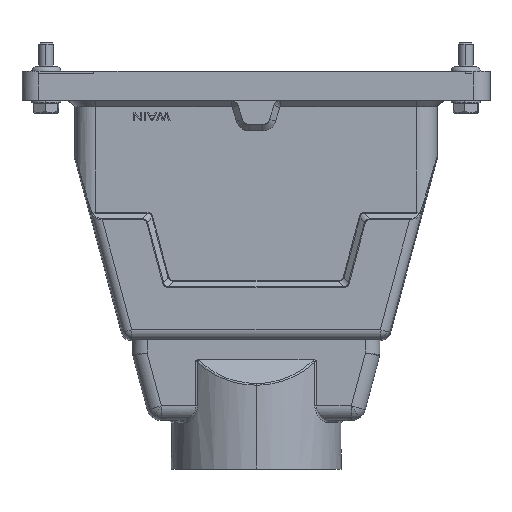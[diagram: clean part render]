
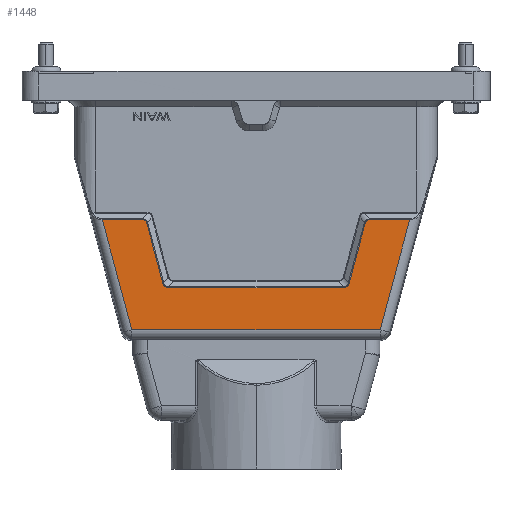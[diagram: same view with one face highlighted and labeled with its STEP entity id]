
A CAD part, front view. The second image highlights one B-rep face of the part: STEP entity #1448.
In plain terms, the highlighted planar face has unit normal (0, -1, 0).
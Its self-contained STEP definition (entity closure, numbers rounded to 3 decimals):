
#766=FACE_OUTER_BOUND('',#2804,.T.);
#1448=ADVANCED_FACE('NONE',(#766),#2007,.T.);
#2007=PLANE('',#11823);
#2804=EDGE_LOOP('',(#5202,#5203,#5204,#5205,#5206,#5207,#5208,#5209,#5210,
#5211,#5212,#5213));
#3476=B_SPLINE_CURVE_WITH_KNOTS('',3,(#19692,#19693,#19694,#19695),
 .UNSPECIFIED.,.F.,.F.,(4,4),(0.,1.),.UNSPECIFIED.);
#3477=B_SPLINE_CURVE_WITH_KNOTS('',3,(#19699,#19700,#19701,#19702),
 .UNSPECIFIED.,.F.,.F.,(4,4),(0.,1.),.UNSPECIFIED.);
#3478=B_SPLINE_CURVE_WITH_KNOTS('',3,(#19706,#19707,#19708,#19709),
 .UNSPECIFIED.,.F.,.F.,(4,4),(0.,1.),.UNSPECIFIED.);
#3479=B_SPLINE_CURVE_WITH_KNOTS('',3,(#19713,#19714,#19715,#19716),
 .UNSPECIFIED.,.F.,.F.,(4,4),(0.,1.),.UNSPECIFIED.);
#5202=ORIENTED_EDGE('',*,*,#9111,.T.);
#5203=ORIENTED_EDGE('',*,*,#9112,.T.);
#5204=ORIENTED_EDGE('',*,*,#9113,.T.);
#5205=ORIENTED_EDGE('',*,*,#9114,.T.);
#5206=ORIENTED_EDGE('',*,*,#9115,.T.);
#5207=ORIENTED_EDGE('',*,*,#9116,.T.);
#5208=ORIENTED_EDGE('',*,*,#9117,.T.);
#5209=ORIENTED_EDGE('',*,*,#9118,.T.);
#5210=ORIENTED_EDGE('',*,*,#9119,.T.);
#5211=ORIENTED_EDGE('',*,*,#9120,.T.);
#5212=ORIENTED_EDGE('',*,*,#9121,.T.);
#5213=ORIENTED_EDGE('',*,*,#8987,.F.);
#7761=VERTEX_POINT('',#19334);
#7764=VERTEX_POINT('',#19340);
#7838=VERTEX_POINT('',#19689);
#7839=VERTEX_POINT('',#19691);
#7840=VERTEX_POINT('',#19696);
#7841=VERTEX_POINT('',#19698);
#7842=VERTEX_POINT('',#19703);
#7843=VERTEX_POINT('',#19705);
#7844=VERTEX_POINT('',#19710);
#7845=VERTEX_POINT('',#19712);
#7846=VERTEX_POINT('',#19717);
#7847=VERTEX_POINT('',#19719);
#8987=EDGE_CURVE('NONE',#7764,#7761,#10292,.T.);
#9111=EDGE_CURVE('NONE',#7764,#7838,#10368,.T.);
#9112=EDGE_CURVE('NONE',#7838,#7839,#10369,.T.);
#9113=EDGE_CURVE('NONE',#7839,#7840,#3476,.T.);
#9114=EDGE_CURVE('NONE',#7840,#7841,#10370,.T.);
#9115=EDGE_CURVE('NONE',#7841,#7842,#3477,.T.);
#9116=EDGE_CURVE('NONE',#7842,#7843,#10371,.T.);
#9117=EDGE_CURVE('NONE',#7843,#7844,#3478,.T.);
#9118=EDGE_CURVE('NONE',#7844,#7845,#10372,.T.);
#9119=EDGE_CURVE('NONE',#7845,#7846,#3479,.T.);
#9120=EDGE_CURVE('NONE',#7846,#7847,#10373,.T.);
#9121=EDGE_CURVE('NONE',#7847,#7761,#10374,.T.);
#10292=LINE('',#19341,#11012);
#10368=LINE('',#19688,#11088);
#10369=LINE('',#19690,#11089);
#10370=LINE('',#19697,#11090);
#10371=LINE('',#19704,#11091);
#10372=LINE('',#19711,#11092);
#10373=LINE('',#19718,#11093);
#10374=LINE('',#19720,#11094);
#11012=VECTOR('',#13314,1.);
#11088=VECTOR('',#13546,1.);
#11089=VECTOR('',#13547,1.);
#11090=VECTOR('',#13548,1.);
#11091=VECTOR('',#13549,1.);
#11092=VECTOR('',#13550,1.);
#11093=VECTOR('',#13551,1.);
#11094=VECTOR('',#13552,1.);
#11823=AXIS2_PLACEMENT_3D('',#19721,#13553,#13554);
#13314=DIRECTION('',(-1.,0.,0.));
#13546=DIRECTION('',(0.259,0.,0.966));
#13547=DIRECTION('',(-1.,0.,0.));
#13548=DIRECTION('',(-0.259,0.,-0.966));
#13549=DIRECTION('',(-1.,0.,0.));
#13550=DIRECTION('',(-0.259,0.,0.966));
#13551=DIRECTION('',(-1.,0.,0.));
#13552=DIRECTION('',(0.259,0.,-0.966));
#13553=DIRECTION('',(0.,-1.,0.));
#13554=DIRECTION('',(0.,0.,-1.));
#19334=CARTESIAN_POINT('',(-51.231,-29.,-68.595));
#19340=CARTESIAN_POINT('',(51.231,-29.,-68.595));
#19341=CARTESIAN_POINT('',(54.977,-29.,-68.595));
#19688=CARTESIAN_POINT('',(51.231,-29.,-68.595));
#19689=CARTESIAN_POINT('',(63.386,-29.,-23.234));
#19690=CARTESIAN_POINT('',(-75.,-29.,-23.234));
#19691=CARTESIAN_POINT('',(46.749,-29.,-23.234));
#19692=CARTESIAN_POINT('',(46.749,-29.,-23.234));
#19693=CARTESIAN_POINT('',(45.906,-29.,-23.234));
#19694=CARTESIAN_POINT('',(45.292,-29.,-23.702));
#19695=CARTESIAN_POINT('',(45.066,-29.,-24.545));
#19696=CARTESIAN_POINT('',(45.066,-29.,-24.545));
#19697=CARTESIAN_POINT('',(45.066,-29.,-24.545));
#19698=CARTESIAN_POINT('',(38.405,-29.,-49.405));
#19699=CARTESIAN_POINT('',(38.405,-29.,-49.405));
#19700=CARTESIAN_POINT('',(38.09,-29.,-50.579));
#19701=CARTESIAN_POINT('',(37.237,-29.,-51.239));
#19702=CARTESIAN_POINT('',(36.015,-29.,-51.239));
#19703=CARTESIAN_POINT('',(36.015,-29.,-51.239));
#19704=CARTESIAN_POINT('',(-75.,-29.,-51.239));
#19705=CARTESIAN_POINT('',(-36.015,-29.,-51.239));
#19706=CARTESIAN_POINT('',(-36.015,-29.,-51.239));
#19707=CARTESIAN_POINT('',(-37.23,-29.,-51.239));
#19708=CARTESIAN_POINT('',(-38.088,-29.,-50.586));
#19709=CARTESIAN_POINT('',(-38.405,-29.,-49.405));
#19710=CARTESIAN_POINT('',(-38.405,-29.,-49.405));
#19711=CARTESIAN_POINT('',(-38.405,-29.,-49.405));
#19712=CARTESIAN_POINT('',(-45.066,-29.,-24.545));
#19713=CARTESIAN_POINT('',(-45.066,-29.,-24.545));
#19714=CARTESIAN_POINT('',(-45.286,-29.,-23.727));
#19715=CARTESIAN_POINT('',(-45.897,-29.,-23.234));
#19716=CARTESIAN_POINT('',(-46.749,-29.,-23.234));
#19717=CARTESIAN_POINT('',(-46.749,-29.,-23.234));
#19718=CARTESIAN_POINT('',(-75.,-29.,-23.234));
#19719=CARTESIAN_POINT('',(-63.386,-29.,-23.234));
#19720=CARTESIAN_POINT('',(-63.386,-29.,-23.234));
#19721=CARTESIAN_POINT('',(-75.,-29.,-23.032));
